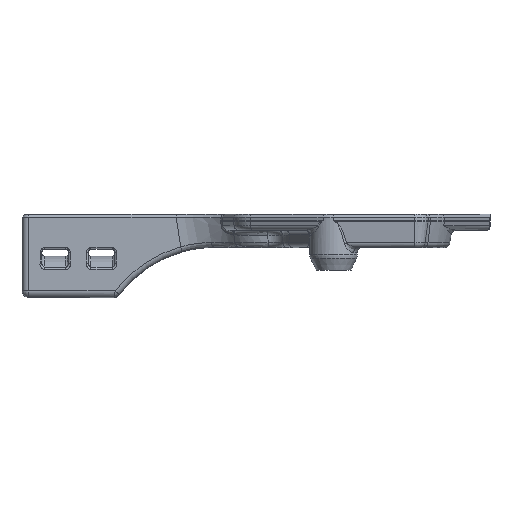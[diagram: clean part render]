
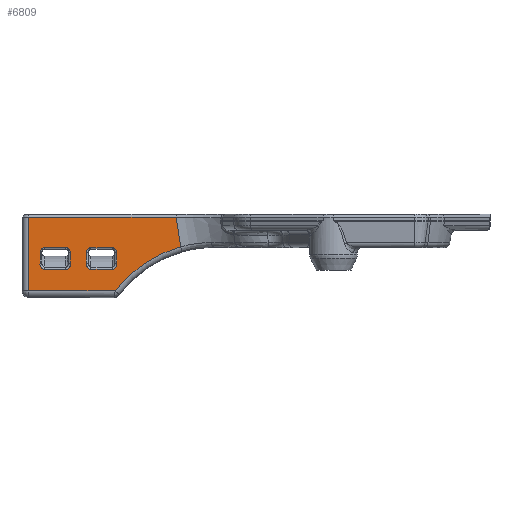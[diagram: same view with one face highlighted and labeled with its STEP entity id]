
A CAD part, left-side view. The second image highlights one B-rep face of the part: STEP entity #6809.
In plain terms, the highlighted planar face has unit normal (-1, 0, 0).
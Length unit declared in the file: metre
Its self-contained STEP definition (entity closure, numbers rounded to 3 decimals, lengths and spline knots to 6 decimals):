
#586=CIRCLE('',#7481,0.018863);
#793=B_SPLINE_CURVE_WITH_KNOTS('',3,(#12402,#12403,#12404,#12405),
 .UNSPECIFIED.,.F.,.F.,(4,4),(0.000455,0.004949),
 .UNSPECIFIED.);
#825=B_SPLINE_CURVE_WITH_KNOTS('',3,(#13195,#13196,#13197,#13198,#13199),
 .UNSPECIFIED.,.F.,.F.,(4,1,4),(0.,0.5,1.),.UNSPECIFIED.);
#826=B_SPLINE_CURVE_WITH_KNOTS('',3,(#13211,#13212,#13213,#13214,#13215,
#13216,#13217,#13218),.UNSPECIFIED.,.F.,.F.,(4,1,1,1,1,4),(0.,0.25,0.375,
0.5,0.75,1.),.UNSPECIFIED.);
#827=B_SPLINE_CURVE_WITH_KNOTS('',3,(#13222,#13223,#13224,#13225,#13226),
 .UNSPECIFIED.,.F.,.F.,(4,1,4),(0.,0.5,1.),.UNSPECIFIED.);
#828=B_SPLINE_CURVE_WITH_KNOTS('',3,(#13230,#13231,#13232,#13233,#13234,
#13235),.UNSPECIFIED.,.F.,.F.,(4,2,4),(-0.001159,-0.000579,
0.000002),.UNSPECIFIED.);
#829=B_SPLINE_CURVE_WITH_KNOTS('',3,(#13239,#13240,#13241,#13242,#13243,
#13244),.UNSPECIFIED.,.F.,.F.,(4,2,4),(-0.001174,-0.000587,
0.),.UNSPECIFIED.);
#830=B_SPLINE_CURVE_WITH_KNOTS('',3,(#13248,#13249,#13250,#13251,#13252,
#13253,#13254,#13255),.UNSPECIFIED.,.F.,.F.,(4,1,1,1,1,4),(0.,0.25,0.375,
0.5,0.75,1.),.UNSPECIFIED.);
#959=ELLIPSE('',#7648,0.000772,0.000687);
#960=ELLIPSE('',#7649,0.000773,0.000687);
#2600=ORIENTED_EDGE('',*,*,#3577,.F.);
#2601=ORIENTED_EDGE('',*,*,#3602,.T.);
#2602=ORIENTED_EDGE('',*,*,#3681,.F.);
#2603=ORIENTED_EDGE('',*,*,#3690,.F.);
#2604=ORIENTED_EDGE('',*,*,#3355,.F.);
#2605=ORIENTED_EDGE('',*,*,#3879,.F.);
#2606=ORIENTED_EDGE('',*,*,#3880,.F.);
#2607=ORIENTED_EDGE('',*,*,#3881,.T.);
#2608=ORIENTED_EDGE('',*,*,#3882,.F.);
#2609=ORIENTED_EDGE('',*,*,#3883,.F.);
#2610=ORIENTED_EDGE('',*,*,#3884,.F.);
#2611=ORIENTED_EDGE('',*,*,#3885,.F.);
#2612=ORIENTED_EDGE('',*,*,#3886,.F.);
#2613=ORIENTED_EDGE('',*,*,#3887,.F.);
#2614=ORIENTED_EDGE('',*,*,#3888,.F.);
#2615=ORIENTED_EDGE('',*,*,#3889,.T.);
#2616=ORIENTED_EDGE('',*,*,#3890,.F.);
#2617=ORIENTED_EDGE('',*,*,#3891,.F.);
#2618=ORIENTED_EDGE('',*,*,#3892,.F.);
#2619=ORIENTED_EDGE('',*,*,#3893,.F.);
#2620=ORIENTED_EDGE('',*,*,#3894,.F.);
#3355=EDGE_CURVE('',#4241,#4242,#4687,.T.);
#3577=EDGE_CURVE('',#4331,#4241,#4844,.T.);
#3602=EDGE_CURVE('',#4331,#4344,#4850,.T.);
#3681=EDGE_CURVE('',#4394,#4344,#586,.T.);
#3690=EDGE_CURVE('',#4242,#4394,#793,.T.);
#3879=EDGE_CURVE('',#4502,#4503,#4923,.T.);
#3880=EDGE_CURVE('',#4504,#4502,#825,.T.);
#3881=EDGE_CURVE('',#4504,#4505,#4924,.T.);
#3882=EDGE_CURVE('',#4506,#4505,#959,.T.);
#3883=EDGE_CURVE('',#4507,#4506,#4925,.T.);
#3884=EDGE_CURVE('',#4508,#4507,#960,.T.);
#3885=EDGE_CURVE('',#4509,#4508,#4926,.T.);
#3886=EDGE_CURVE('',#4503,#4509,#826,.T.);
#3887=EDGE_CURVE('',#4510,#4511,#4927,.T.);
#3888=EDGE_CURVE('',#4512,#4510,#827,.T.);
#3889=EDGE_CURVE('',#4512,#4513,#4928,.T.);
#3890=EDGE_CURVE('',#4514,#4513,#828,.T.);
#3891=EDGE_CURVE('',#4515,#4514,#4929,.T.);
#3892=EDGE_CURVE('',#4516,#4515,#829,.T.);
#3893=EDGE_CURVE('',#4517,#4516,#4930,.T.);
#3894=EDGE_CURVE('',#4511,#4517,#830,.T.);
#4241=VERTEX_POINT('',#10694);
#4242=VERTEX_POINT('',#10696);
#4331=VERTEX_POINT('',#11217);
#4344=VERTEX_POINT('',#11416);
#4394=VERTEX_POINT('',#12320);
#4502=VERTEX_POINT('',#13193);
#4503=VERTEX_POINT('',#13194);
#4504=VERTEX_POINT('',#13200);
#4505=VERTEX_POINT('',#13202);
#4506=VERTEX_POINT('',#13204);
#4507=VERTEX_POINT('',#13206);
#4508=VERTEX_POINT('',#13208);
#4509=VERTEX_POINT('',#13210);
#4510=VERTEX_POINT('',#13220);
#4511=VERTEX_POINT('',#13221);
#4512=VERTEX_POINT('',#13227);
#4513=VERTEX_POINT('',#13229);
#4514=VERTEX_POINT('',#13236);
#4515=VERTEX_POINT('',#13238);
#4516=VERTEX_POINT('',#13245);
#4517=VERTEX_POINT('',#13247);
#4687=LINE('',#10695,#5092);
#4844=LINE('',#11218,#5249);
#4850=LINE('',#11417,#5255);
#4923=LINE('',#13192,#5328);
#4924=LINE('',#13201,#5329);
#4925=LINE('',#13205,#5330);
#4926=LINE('',#13209,#5331);
#4927=LINE('',#13219,#5332);
#4928=LINE('',#13228,#5333);
#4929=LINE('',#13237,#5334);
#4930=LINE('',#13246,#5335);
#5092=VECTOR('',#8582,1.);
#5249=VECTOR('',#9109,1.);
#5255=VECTOR('',#9141,1.);
#5328=VECTOR('',#9642,1.);
#5329=VECTOR('',#9643,1.);
#5330=VECTOR('',#9646,1.);
#5331=VECTOR('',#9649,1.);
#5332=VECTOR('',#9650,1.);
#5333=VECTOR('',#9651,1.);
#5334=VECTOR('',#9652,1.);
#5335=VECTOR('',#9653,1.);
#5763=EDGE_LOOP('',(#2600,#2601,#2602,#2603,#2604));
#5764=EDGE_LOOP('',(#2605,#2606,#2607,#2608,#2609,#2610,#2611,#2612));
#5765=EDGE_LOOP('',(#2613,#2614,#2615,#2616,#2617,#2618,#2619,#2620));
#6252=FACE_BOUND('',#5763,.T.);
#6253=FACE_BOUND('',#5764,.T.);
#6254=FACE_BOUND('',#5765,.T.);
#6421=PLANE('',#7647);
#6809=ADVANCED_FACE('',(#6252,#6253,#6254),#6421,.F.);
#7481=AXIS2_PLACEMENT_3D('',#12331,#9239,#9240);
#7647=AXIS2_PLACEMENT_3D('',#13191,#9640,#9641);
#7648=AXIS2_PLACEMENT_3D('',#13203,#9644,#9645);
#7649=AXIS2_PLACEMENT_3D('',#13207,#9647,#9648);
#8582=DIRECTION('',(0.,-1.,0.));
#9109=DIRECTION('',(0.,0.,1.));
#9141=DIRECTION('',(0.,-1.,0.));
#9239=DIRECTION('',(-1.,0.,0.));
#9240=DIRECTION('',(0.,1.,0.));
#9640=DIRECTION('',(1.,0.,0.));
#9641=DIRECTION('',(0.,1.,0.));
#9642=DIRECTION('',(0.,-1.,0.));
#9643=DIRECTION('',(0.,0.,1.));
#9644=DIRECTION('',(-1.,0.,0.));
#9645=DIRECTION('',(0.,0.005,1.));
#9646=DIRECTION('',(0.,1.,0.));
#9647=DIRECTION('',(-1.,0.,0.));
#9648=DIRECTION('',(0.,-0.005,1.));
#9649=DIRECTION('',(0.,0.,1.));
#9650=DIRECTION('',(0.,-1.,0.));
#9651=DIRECTION('',(0.,0.,1.));
#9652=DIRECTION('',(0.,1.,0.));
#9653=DIRECTION('',(0.,0.,1.));
#10694=CARTESIAN_POINT('',(-0.005,0.046,-0.00045));
#10695=CARTESIAN_POINT('',(-0.005,0.037809,-0.00045));
#10696=CARTESIAN_POINT('',(-0.005,0.023744,-0.00045));
#11217=CARTESIAN_POINT('',(-0.005,0.046,-0.011553));
#11218=CARTESIAN_POINT('',(-0.005,0.046,0.));
#11416=CARTESIAN_POINT('',(-0.005,0.032944,-0.011553));
#11417=CARTESIAN_POINT('',(-0.005,0.037809,-0.011553));
#12320=CARTESIAN_POINT('',(-0.005,0.023062,-0.004892));
#12331=CARTESIAN_POINT('',(-0.005,0.018,-0.023063));
#12402=CARTESIAN_POINT('',(-0.005,0.023744,-0.00045));
#12403=CARTESIAN_POINT('',(-0.005,0.023518,-0.001931));
#12404=CARTESIAN_POINT('',(-0.005,0.023292,-0.003412));
#12405=CARTESIAN_POINT('',(-0.005,0.023062,-0.004892));
#13191=CARTESIAN_POINT('',(-0.005,0.037809,-0.013002));
#13192=CARTESIAN_POINT('',(-0.005,0.042,-0.008305));
#13193=CARTESIAN_POINT('',(-0.005,0.0436,-0.008305));
#13194=CARTESIAN_POINT('',(-0.005,0.0404,-0.008305));
#13195=CARTESIAN_POINT('',(-0.005,0.044283,-0.007372));
#13196=CARTESIAN_POINT('',(-0.005,0.044307,-0.007605));
#13197=CARTESIAN_POINT('',(-0.005,0.044235,-0.007998));
#13198=CARTESIAN_POINT('',(-0.005,0.043816,-0.008305));
#13199=CARTESIAN_POINT('',(-0.005,0.0436,-0.008305));
#13200=CARTESIAN_POINT('',(-0.005,0.044283,-0.007372));
#13201=CARTESIAN_POINT('',(-0.005,0.044283,-0.005725));
#13202=CARTESIAN_POINT('',(-0.005,0.044283,-0.005725));
#13203=CARTESIAN_POINT('',(-0.005,0.043599,-0.005804));
#13204=CARTESIAN_POINT('',(-0.005,0.0436,-0.005032));
#13205=CARTESIAN_POINT('',(-0.005,0.042,-0.005032));
#13206=CARTESIAN_POINT('',(-0.005,0.0404,-0.005032));
#13207=CARTESIAN_POINT('',(-0.005,0.040401,-0.005805));
#13208=CARTESIAN_POINT('',(-0.005,0.039717,-0.005725));
#13209=CARTESIAN_POINT('',(-0.005,0.039717,-0.006549));
#13210=CARTESIAN_POINT('',(-0.005,0.039717,-0.007372));
#13211=CARTESIAN_POINT('',(-0.005,0.0404,-0.008305));
#13212=CARTESIAN_POINT('',(-0.005,0.040293,-0.008305));
#13213=CARTESIAN_POINT('',(-0.005,0.040143,-0.008262));
#13214=CARTESIAN_POINT('',(-0.005,0.039971,-0.00813));
#13215=CARTESIAN_POINT('',(-0.005,0.0398,-0.007921));
#13216=CARTESIAN_POINT('',(-0.005,0.03972,-0.007719));
#13217=CARTESIAN_POINT('',(-0.005,0.039705,-0.007492));
#13218=CARTESIAN_POINT('',(-0.005,0.039717,-0.007372));
#13219=CARTESIAN_POINT('',(-0.005,0.035,-0.008305));
#13220=CARTESIAN_POINT('',(-0.005,0.0366,-0.008305));
#13221=CARTESIAN_POINT('',(-0.005,0.0334,-0.008305));
#13222=CARTESIAN_POINT('',(-0.005,0.037283,-0.007372));
#13223=CARTESIAN_POINT('',(-0.005,0.037307,-0.007605));
#13224=CARTESIAN_POINT('',(-0.005,0.037235,-0.007998));
#13225=CARTESIAN_POINT('',(-0.005,0.036816,-0.008305));
#13226=CARTESIAN_POINT('',(-0.005,0.0366,-0.008305));
#13227=CARTESIAN_POINT('',(-0.005,0.037283,-0.007372));
#13228=CARTESIAN_POINT('',(-0.005,0.037283,-0.005725));
#13229=CARTESIAN_POINT('',(-0.005,0.037283,-0.005725));
#13230=CARTESIAN_POINT('',(-0.005,0.0366,-0.005032));
#13231=CARTESIAN_POINT('',(-0.005,0.036759,-0.005032));
#13232=CARTESIAN_POINT('',(-0.005,0.036924,-0.005097));
#13233=CARTESIAN_POINT('',(-0.005,0.037179,-0.005347));
#13234=CARTESIAN_POINT('',(-0.005,0.037265,-0.005529));
#13235=CARTESIAN_POINT('',(-0.005,0.037283,-0.005725));
#13236=CARTESIAN_POINT('',(-0.005,0.0366,-0.005032));
#13237=CARTESIAN_POINT('',(-0.005,0.035,-0.005032));
#13238=CARTESIAN_POINT('',(-0.005,0.0334,-0.005032));
#13239=CARTESIAN_POINT('',(-0.005,0.032717,-0.005725));
#13240=CARTESIAN_POINT('',(-0.005,0.032735,-0.005531));
#13241=CARTESIAN_POINT('',(-0.005,0.032821,-0.005347));
#13242=CARTESIAN_POINT('',(-0.005,0.033074,-0.005098));
#13243=CARTESIAN_POINT('',(-0.005,0.033239,-0.005032));
#13244=CARTESIAN_POINT('',(-0.005,0.0334,-0.005032));
#13245=CARTESIAN_POINT('',(-0.005,0.032717,-0.005725));
#13246=CARTESIAN_POINT('',(-0.005,0.032717,-0.006549));
#13247=CARTESIAN_POINT('',(-0.005,0.032717,-0.007372));
#13248=CARTESIAN_POINT('',(-0.005,0.0334,-0.008305));
#13249=CARTESIAN_POINT('',(-0.005,0.033293,-0.008305));
#13250=CARTESIAN_POINT('',(-0.005,0.033143,-0.008262));
#13251=CARTESIAN_POINT('',(-0.005,0.032971,-0.00813));
#13252=CARTESIAN_POINT('',(-0.005,0.0328,-0.007921));
#13253=CARTESIAN_POINT('',(-0.005,0.03272,-0.007719));
#13254=CARTESIAN_POINT('',(-0.005,0.032705,-0.007492));
#13255=CARTESIAN_POINT('',(-0.005,0.032717,-0.007372));
